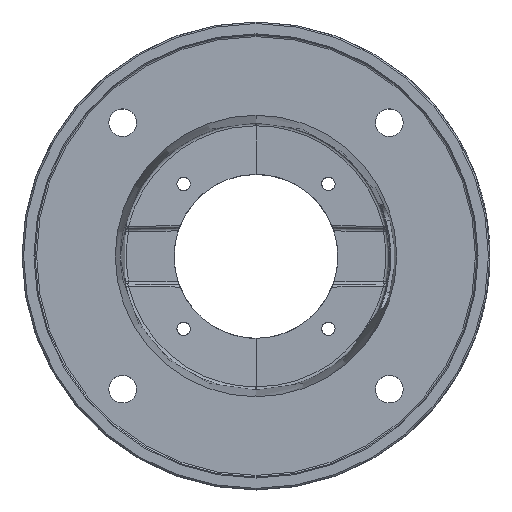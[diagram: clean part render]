
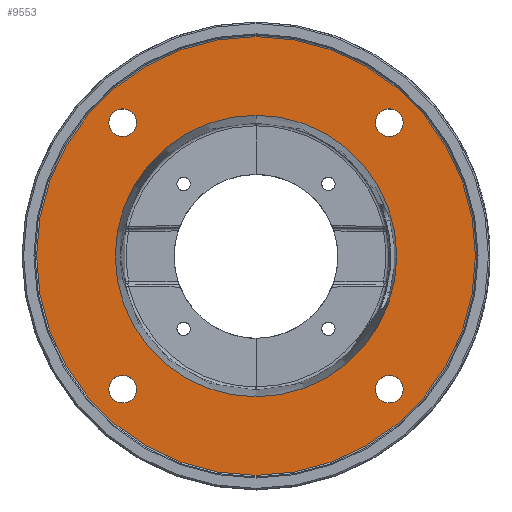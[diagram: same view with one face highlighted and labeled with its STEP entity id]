
A CAD part, top view. The second image highlights one B-rep face of the part: STEP entity #9553.
In plain terms, the highlighted planar face has unit normal (0, 0, 1).
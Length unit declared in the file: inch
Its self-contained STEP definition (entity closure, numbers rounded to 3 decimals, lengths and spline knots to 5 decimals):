
#427=CARTESIAN_POINT('',(0.,0.,-0.2075));
#428=DIRECTION('',(0.,0.,1.));
#429=DIRECTION('',(0.,1.,0.));
#430=AXIS2_PLACEMENT_3D('',#427,#428,#429);
#554=CARTESIAN_POINT('',(0.,0.,-0.2075));
#555=DIRECTION('',(0.,0.,-1.));
#556=DIRECTION('',(0.,1.,0.));
#557=AXIS2_PLACEMENT_3D('',#554,#555,#556);
#559=CARTESIAN_POINT('',(0.,0.,-0.2075));
#560=DIRECTION('',(0.,0.,1.));
#561=DIRECTION('',(0.,1.,0.));
#562=AXIS2_PLACEMENT_3D('',#559,#560,#561);
#694=CARTESIAN_POINT('',(0.,0.,-0.2075));
#695=DIRECTION('',(0.,0.,1.));
#696=DIRECTION('',(0.,-1.,0.));
#697=AXIS2_PLACEMENT_3D('',#694,#695,#696);
#1908=CARTESIAN_POINT('',(-2.56326,2.56326,-0.2075));
#1909=DIRECTION('',(0.,0.,-1.));
#1910=DIRECTION('',(-0.707,0.707,0.));
#1911=AXIS2_PLACEMENT_3D('',#1908,#1909,#1910);
#1918=CARTESIAN_POINT('',(-2.56326,2.56326,-0.2075));
#1919=DIRECTION('',(0.,0.,-1.));
#1920=DIRECTION('',(0.707,-0.707,0.));
#1921=AXIS2_PLACEMENT_3D('',#1918,#1919,#1920);
#1944=CARTESIAN_POINT('',(-2.56326,-2.56326,-0.2075));
#1945=DIRECTION('',(0.,0.,-1.));
#1946=DIRECTION('',(-0.707,-0.707,0.));
#1947=AXIS2_PLACEMENT_3D('',#1944,#1945,#1946);
#1954=CARTESIAN_POINT('',(-2.56326,-2.56326,-0.2075));
#1955=DIRECTION('',(0.,0.,-1.));
#1956=DIRECTION('',(0.707,0.707,0.));
#1957=AXIS2_PLACEMENT_3D('',#1954,#1955,#1956);
#1980=CARTESIAN_POINT('',(2.56326,-2.56326,-0.2075));
#1981=DIRECTION('',(0.,0.,-1.));
#1982=DIRECTION('',(0.707,-0.707,0.));
#1983=AXIS2_PLACEMENT_3D('',#1980,#1981,#1982);
#1990=CARTESIAN_POINT('',(2.56326,-2.56326,-0.2075));
#1991=DIRECTION('',(0.,0.,-1.));
#1992=DIRECTION('',(-0.707,0.707,0.));
#1993=AXIS2_PLACEMENT_3D('',#1990,#1991,#1992);
#2016=CARTESIAN_POINT('',(2.56326,2.56326,-0.2075));
#2017=DIRECTION('',(0.,0.,-1.));
#2018=DIRECTION('',(0.707,0.707,0.));
#2019=AXIS2_PLACEMENT_3D('',#2016,#2017,#2018);
#2026=CARTESIAN_POINT('',(2.56326,2.56326,-0.2075));
#2027=DIRECTION('',(0.,0.,-1.));
#2028=DIRECTION('',(-0.707,-0.707,0.));
#2029=AXIS2_PLACEMENT_3D('',#2026,#2027,#2028);
#8365=CARTESIAN_POINT('',(0.,4.22,-0.2075));
#8367=VERTEX_POINT('',#8365);
#8371=CARTESIAN_POINT('',(0.,-4.22,-0.2075));
#8373=VERTEX_POINT('',#8371);
#8377=CARTESIAN_POINT('',(0.,2.70736,-0.2075));
#8378=CARTESIAN_POINT('',(0.,-2.70736,-0.2075));
#8379=VERTEX_POINT('',#8377);
#8380=VERTEX_POINT('',#8378);
#8385=CARTESIAN_POINT('',(-2.75065,2.75065,-0.2075));
#8386=CARTESIAN_POINT('',(-2.37588,2.37588,-0.2075));
#8387=VERTEX_POINT('',#8385);
#8388=VERTEX_POINT('',#8386);
#8389=CARTESIAN_POINT('',(-2.75065,-2.75065,-0.2075));
#8390=CARTESIAN_POINT('',(-2.37588,-2.37588,-0.2075));
#8391=VERTEX_POINT('',#8389);
#8392=VERTEX_POINT('',#8390);
#8393=CARTESIAN_POINT('',(2.75065,-2.75065,-0.2075));
#8394=CARTESIAN_POINT('',(2.37588,-2.37588,-0.2075));
#8395=VERTEX_POINT('',#8393);
#8396=VERTEX_POINT('',#8394);
#8397=CARTESIAN_POINT('',(2.75065,2.75065,-0.2075));
#8398=CARTESIAN_POINT('',(2.37588,2.37588,-0.2075));
#8399=VERTEX_POINT('',#8397);
#8400=VERTEX_POINT('',#8398);
#9513=CARTESIAN_POINT('',(0.,0.,-0.2075));
#9514=DIRECTION('',(0.,0.,1.));
#9515=DIRECTION('',(0.,1.,0.));
#9516=AXIS2_PLACEMENT_3D('',#9513,#9514,#9515);
#9517=PLANE('',#9516);
#9519=ORIENTED_EDGE('',*,*,#9518,.T.);
#9521=ORIENTED_EDGE('',*,*,#9520,.F.);
#9522=EDGE_LOOP('',(#9519,#9521));
#9523=FACE_OUTER_BOUND('',#9522,.F.);
#9524=ORIENTED_EDGE('',*,*,#9267,.T.);
#9526=ORIENTED_EDGE('',*,*,#9525,.T.);
#9527=EDGE_LOOP('',(#9524,#9526));
#9528=FACE_BOUND('',#9527,.F.);
#9530=ORIENTED_EDGE('',*,*,#9529,.F.);
#9532=ORIENTED_EDGE('',*,*,#9531,.F.);
#9533=EDGE_LOOP('',(#9530,#9532));
#9534=FACE_BOUND('',#9533,.F.);
#9536=ORIENTED_EDGE('',*,*,#9535,.F.);
#9538=ORIENTED_EDGE('',*,*,#9537,.F.);
#9539=EDGE_LOOP('',(#9536,#9538));
#9540=FACE_BOUND('',#9539,.F.);
#9542=ORIENTED_EDGE('',*,*,#9541,.F.);
#9544=ORIENTED_EDGE('',*,*,#9543,.F.);
#9545=EDGE_LOOP('',(#9542,#9544));
#9546=FACE_BOUND('',#9545,.F.);
#9548=ORIENTED_EDGE('',*,*,#9547,.F.);
#9550=ORIENTED_EDGE('',*,*,#9549,.F.);
#9551=EDGE_LOOP('',(#9548,#9550));
#9552=FACE_BOUND('',#9551,.F.);
#9553=ADVANCED_FACE('',(#9523,#9528,#9534,#9540,#9546,#9552),#9517,.T.);
#431=CIRCLE('',#430,2.70736);
#558=CIRCLE('',#557,4.22);
#563=CIRCLE('',#562,4.22);
#698=CIRCLE('',#697,2.70736);
#1912=CIRCLE('',#1911,0.265);
#1922=CIRCLE('',#1921,0.265);
#1948=CIRCLE('',#1947,0.265);
#1958=CIRCLE('',#1957,0.265);
#1984=CIRCLE('',#1983,0.265);
#1994=CIRCLE('',#1993,0.265);
#2020=CIRCLE('',#2019,0.265);
#2030=CIRCLE('',#2029,0.265);
#9267=EDGE_CURVE('',#8379,#8380,#431,.T.);
#9518=EDGE_CURVE('',#8367,#8373,#558,.T.);
#9520=EDGE_CURVE('',#8367,#8373,#563,.T.);
#9525=EDGE_CURVE('',#8380,#8379,#698,.T.);
#9529=EDGE_CURVE('',#8387,#8388,#1912,.T.);
#9531=EDGE_CURVE('',#8388,#8387,#1922,.T.);
#9535=EDGE_CURVE('',#8391,#8392,#1948,.T.);
#9537=EDGE_CURVE('',#8392,#8391,#1958,.T.);
#9541=EDGE_CURVE('',#8395,#8396,#1984,.T.);
#9543=EDGE_CURVE('',#8396,#8395,#1994,.T.);
#9547=EDGE_CURVE('',#8399,#8400,#2020,.T.);
#9549=EDGE_CURVE('',#8400,#8399,#2030,.T.);
